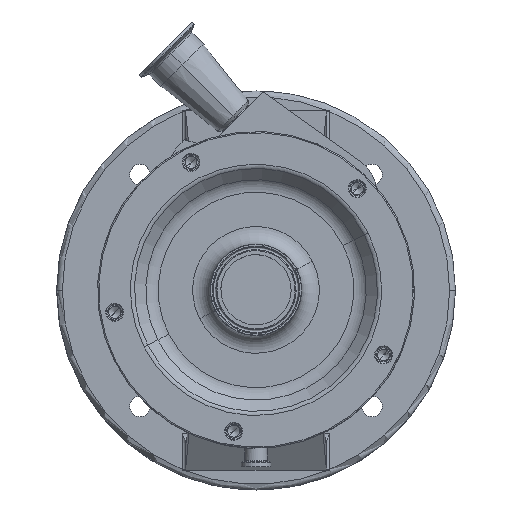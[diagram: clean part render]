
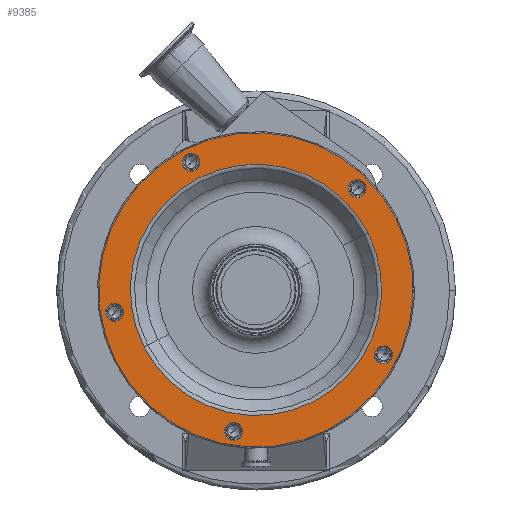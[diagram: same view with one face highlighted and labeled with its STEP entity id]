
A CAD part, top view. The second image highlights one B-rep face of the part: STEP entity #9385.
In plain terms, the highlighted planar face has unit normal (0, 0, 1).
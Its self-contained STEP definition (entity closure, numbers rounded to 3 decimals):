
#2 = AXIS2_PLACEMENT_3D ( 'NONE', #5822, #4706, #1746 ) ;
#22 = CARTESIAN_POINT ( 'NONE',  ( 86.267, 86.267, 81. ) ) ;
#46 = DIRECTION ( 'NONE',  ( 0., 0., -1. ) ) ;
#178 = DIRECTION ( 'NONE',  ( 0., 0., -1. ) ) ;
#231 = CARTESIAN_POINT ( 'NONE',  ( -55.387, 108.703, 81. ) ) ;
#312 = CIRCLE ( 'NONE', #8482, 7.644 ) ;
#352 = CARTESIAN_POINT ( 'NONE',  ( 95.401, 48.609, 81. ) ) ;
#396 = ORIENTED_EDGE ( 'NONE', *, *, #12463, .T. ) ;
#623 = DIRECTION ( 'NONE',  ( -0.891, -0.454, 0. ) ) ;
#956 = FACE_BOUND ( 'NONE', #7355, .T. ) ;
#1064 = DIRECTION ( 'NONE',  ( -0.891, -0.454, 0. ) ) ;
#1169 = VERTEX_POINT ( 'NONE', #4595 ) ;
#1227 = AXIS2_PLACEMENT_3D ( 'NONE', #11361, #10371, #5357 ) ;
#1248 = CARTESIAN_POINT ( 'NONE',  ( 86.267, 86.267, 81. ) ) ;
#1384 = ORIENTED_EDGE ( 'NONE', *, *, #6724, .T. ) ;
#1558 = DIRECTION ( 'NONE',  ( -0.891, -0.454, 0. ) ) ;
#1588 = EDGE_CURVE ( 'NONE', #1169, #5535, #7757, .T. ) ;
#1686 = CARTESIAN_POINT ( 'NONE',  ( -120.498, -19.085, 81. ) ) ;
#1746 = DIRECTION ( 'NONE',  ( -0.891, -0.454, 0. ) ) ;
#1747 = CIRCLE ( 'NONE', #3408, 7.644 ) ;
#1812 = DIRECTION ( 'NONE',  ( 0., 0., -1. ) ) ;
#1871 = CARTESIAN_POINT ( 'NONE',  ( 0., 0., 81. ) ) ;
#1915 = CIRCLE ( 'NONE', #3156, 7.644 ) ;
#2144 = VERTEX_POINT ( 'NONE', #11298 ) ;
#2266 = DIRECTION ( 'NONE',  ( -0.891, -0.454, 0. ) ) ;
#2420 = EDGE_CURVE ( 'NONE', #7128, #12375, #9151, .T. ) ;
#2773 = VERTEX_POINT ( 'NONE', #5939 ) ;
#2791 = FACE_BOUND ( 'NONE', #8145, .T. ) ;
#2804 = AXIS2_PLACEMENT_3D ( 'NONE', #11880, #46, #2986 ) ;
#2912 = CARTESIAN_POINT ( 'NONE',  ( 115.513, -51.917, 81. ) ) ;
#2919 = FACE_OUTER_BOUND ( 'NONE', #6203, .T. ) ;
#2984 = DIRECTION ( 'NONE',  ( -0.891, -0.454, 0. ) ) ;
#2986 = DIRECTION ( 'NONE',  ( -0.891, -0.454, 0. ) ) ;
#3001 = CIRCLE ( 'NONE', #5511, 7.644 ) ;
#3018 = DIRECTION ( 'NONE',  ( 0., 0., -1. ) ) ;
#3031 = ORIENTED_EDGE ( 'NONE', *, *, #10047, .T. ) ;
#3156 = AXIS2_PLACEMENT_3D ( 'NONE', #6071, #4040, #8122 ) ;
#3408 = AXIS2_PLACEMENT_3D ( 'NONE', #1248, #8779, #4893 ) ;
#3417 = ORIENTED_EDGE ( 'NONE', *, *, #8015, .T. ) ;
#3566 = FACE_BOUND ( 'NONE', #11371, .T. ) ;
#3746 = VERTEX_POINT ( 'NONE', #8581 ) ;
#3771 = CARTESIAN_POINT ( 'NONE',  ( 101.892, -58.857, 81. ) ) ;
#3804 = DIRECTION ( 'NONE',  ( 0., 0., -1. ) ) ;
#3825 = CARTESIAN_POINT ( 'NONE',  ( -113.687, -15.615, 81. ) ) ;
#3954 = VERTEX_POINT ( 'NONE', #10523 ) ;
#4036 = DIRECTION ( 'NONE',  ( 0., 0., -1. ) ) ;
#4040 = DIRECTION ( 'NONE',  ( 0., 0., -1. ) ) ;
#4172 = CARTESIAN_POINT ( 'NONE',  ( -119.395, -60.835, 81. ) ) ;
#4336 = ORIENTED_EDGE ( 'NONE', *, *, #11925, .T. ) ;
#4526 = DIRECTION ( 'NONE',  ( -0.891, -0.454, 0. ) ) ;
#4595 = CARTESIAN_POINT ( 'NONE',  ( 119.395, 60.835, 81. ) ) ;
#4706 = DIRECTION ( 'NONE',  ( 0., 0., -1. ) ) ;
#4737 = CARTESIAN_POINT ( 'NONE',  ( 108.703, -55.387, 81. ) ) ;
#4841 = CARTESIAN_POINT ( 'NONE',  ( -19.085, -120.498, 81. ) ) ;
#4893 = DIRECTION ( 'NONE',  ( -0.891, -0.454, 0. ) ) ;
#4981 = EDGE_CURVE ( 'NONE', #7939, #8431, #7712, .T. ) ;
#5357 = DIRECTION ( 'NONE',  ( -0.891, -0.454, 0. ) ) ;
#5511 = AXIS2_PLACEMENT_3D ( 'NONE', #13009, #8009, #10843 ) ;
#5517 = EDGE_LOOP ( 'NONE', ( #6813, #396 ) ) ;
#5522 = CIRCLE ( 'NONE', #10799, 107.071 ) ;
#5535 = VERTEX_POINT ( 'NONE', #4172 ) ;
#5546 = DIRECTION ( 'NONE',  ( 0., 0., -1. ) ) ;
#5778 = EDGE_CURVE ( 'NONE', #5535, #1169, #7011, .T. ) ;
#5822 = CARTESIAN_POINT ( 'NONE',  ( 0., 0., 81. ) ) ;
#5826 = DIRECTION ( 'NONE',  ( -0.891, -0.454, 0. ) ) ;
#5882 = FACE_BOUND ( 'NONE', #5517, .T. ) ;
#5889 = EDGE_CURVE ( 'NONE', #3954, #2144, #312, .T. ) ;
#5939 = CARTESIAN_POINT ( 'NONE',  ( -25.896, -123.968, 81. ) ) ;
#6000 = PLANE ( 'NONE',  #2804 ) ;
#6071 = CARTESIAN_POINT ( 'NONE',  ( -120.498, -19.085, 81. ) ) ;
#6203 = EDGE_LOOP ( 'NONE', ( #10790, #12449 ) ) ;
#6206 = CARTESIAN_POINT ( 'NONE',  ( -55.387, 108.703, 81. ) ) ;
#6215 = ORIENTED_EDGE ( 'NONE', *, *, #9489, .T. ) ;
#6290 = CIRCLE ( 'NONE', #1227, 7.644 ) ;
#6724 = EDGE_CURVE ( 'NONE', #12124, #2773, #6290, .T. ) ;
#6813 = ORIENTED_EDGE ( 'NONE', *, *, #10846, .T. ) ;
#6842 = ORIENTED_EDGE ( 'NONE', *, *, #9314, .T. ) ;
#7011 = CIRCLE ( 'NONE', #7205, 134. ) ;
#7047 = AXIS2_PLACEMENT_3D ( 'NONE', #4737, #3804, #7841 ) ;
#7128 = VERTEX_POINT ( 'NONE', #11258 ) ;
#7205 = AXIS2_PLACEMENT_3D ( 'NONE', #9613, #9684, #4526 ) ;
#7355 = EDGE_LOOP ( 'NONE', ( #1384, #3417 ) ) ;
#7601 = AXIS2_PLACEMENT_3D ( 'NONE', #6206, #178, #2266 ) ;
#7663 = FACE_BOUND ( 'NONE', #12116, .T. ) ;
#7712 = CIRCLE ( 'NONE', #7047, 7.644 ) ;
#7757 = CIRCLE ( 'NONE', #10920, 134. ) ;
#7841 = DIRECTION ( 'NONE',  ( -0.891, -0.454, 0. ) ) ;
#7925 = FACE_BOUND ( 'NONE', #7985, .T. ) ;
#7939 = VERTEX_POINT ( 'NONE', #3771 ) ;
#7985 = EDGE_LOOP ( 'NONE', ( #4336, #6842 ) ) ;
#8009 = DIRECTION ( 'NONE',  ( 0., 0., -1. ) ) ;
#8015 = EDGE_CURVE ( 'NONE', #2773, #12124, #10101, .T. ) ;
#8122 = DIRECTION ( 'NONE',  ( -0.891, -0.454, 0. ) ) ;
#8145 = EDGE_LOOP ( 'NONE', ( #3031, #12627 ) ) ;
#8178 = CIRCLE ( 'NONE', #2, 107.071 ) ;
#8431 = VERTEX_POINT ( 'NONE', #2912 ) ;
#8482 = AXIS2_PLACEMENT_3D ( 'NONE', #22, #3018, #1064 ) ;
#8574 = CARTESIAN_POINT ( 'NONE',  ( -12.274, -117.028, 81. ) ) ;
#8581 = CARTESIAN_POINT ( 'NONE',  ( -48.576, 112.173, 81. ) ) ;
#8720 = AXIS2_PLACEMENT_3D ( 'NONE', #1686, #1812, #5826 ) ;
#8779 = DIRECTION ( 'NONE',  ( 0., 0., -1. ) ) ;
#8920 = DIRECTION ( 'NONE',  ( 0., 0., -1. ) ) ;
#8987 = EDGE_CURVE ( 'NONE', #8431, #7939, #3001, .T. ) ;
#9151 = CIRCLE ( 'NONE', #8720, 7.644 ) ;
#9314 = EDGE_CURVE ( 'NONE', #11994, #12687, #5522, .T. ) ;
#9385 = ADVANCED_FACE ( 'NONE', ( #3566, #7663, #956, #2791, #5882, #2919, #7925 ), #6000, .F. ) ;
#9420 = AXIS2_PLACEMENT_3D ( 'NONE', #231, #4036, #2984 ) ;
#9448 = ORIENTED_EDGE ( 'NONE', *, *, #4981, .T. ) ;
#9488 = ORIENTED_EDGE ( 'NONE', *, *, #5889, .T. ) ;
#9489 = EDGE_CURVE ( 'NONE', #2144, #3954, #1747, .T. ) ;
#9613 = CARTESIAN_POINT ( 'NONE',  ( 0., 0., 81. ) ) ;
#9684 = DIRECTION ( 'NONE',  ( 0., 0., -1. ) ) ;
#9928 = CIRCLE ( 'NONE', #7601, 7.644 ) ;
#10047 = EDGE_CURVE ( 'NONE', #12375, #7128, #1915, .T. ) ;
#10101 = CIRCLE ( 'NONE', #11774, 7.644 ) ;
#10371 = DIRECTION ( 'NONE',  ( 0., 0., -1. ) ) ;
#10412 = ORIENTED_EDGE ( 'NONE', *, *, #8987, .T. ) ;
#10523 = CARTESIAN_POINT ( 'NONE',  ( 93.078, 89.737, 81. ) ) ;
#10697 = CARTESIAN_POINT ( 'NONE',  ( 0., 0., 81. ) ) ;
#10780 = CARTESIAN_POINT ( 'NONE',  ( -95.401, -48.609, 81. ) ) ;
#10790 = ORIENTED_EDGE ( 'NONE', *, *, #5778, .F. ) ;
#10799 = AXIS2_PLACEMENT_3D ( 'NONE', #10697, #5546, #623 ) ;
#10843 = DIRECTION ( 'NONE',  ( -0.891, -0.454, 0. ) ) ;
#10846 = EDGE_CURVE ( 'NONE', #3746, #11083, #9928, .T. ) ;
#10920 = AXIS2_PLACEMENT_3D ( 'NONE', #1871, #8920, #12926 ) ;
#11083 = VERTEX_POINT ( 'NONE', #12892 ) ;
#11258 = CARTESIAN_POINT ( 'NONE',  ( -127.309, -22.555, 81. ) ) ;
#11298 = CARTESIAN_POINT ( 'NONE',  ( 79.456, 82.797, 81. ) ) ;
#11361 = CARTESIAN_POINT ( 'NONE',  ( -19.085, -120.498, 81. ) ) ;
#11371 = EDGE_LOOP ( 'NONE', ( #9488, #6215 ) ) ;
#11730 = CIRCLE ( 'NONE', #9420, 7.644 ) ;
#11774 = AXIS2_PLACEMENT_3D ( 'NONE', #4841, #11889, #1558 ) ;
#11880 = CARTESIAN_POINT ( 'NONE',  ( -60.835, 119.395, 81. ) ) ;
#11889 = DIRECTION ( 'NONE',  ( 0., 0., -1. ) ) ;
#11925 = EDGE_CURVE ( 'NONE', #12687, #11994, #8178, .T. ) ;
#11994 = VERTEX_POINT ( 'NONE', #352 ) ;
#12116 = EDGE_LOOP ( 'NONE', ( #10412, #9448 ) ) ;
#12124 = VERTEX_POINT ( 'NONE', #8574 ) ;
#12375 = VERTEX_POINT ( 'NONE', #3825 ) ;
#12449 = ORIENTED_EDGE ( 'NONE', *, *, #1588, .F. ) ;
#12463 = EDGE_CURVE ( 'NONE', #11083, #3746, #11730, .T. ) ;
#12627 = ORIENTED_EDGE ( 'NONE', *, *, #2420, .T. ) ;
#12687 = VERTEX_POINT ( 'NONE', #10780 ) ;
#12892 = CARTESIAN_POINT ( 'NONE',  ( -62.197, 105.233, 81. ) ) ;
#12926 = DIRECTION ( 'NONE',  ( -0.891, -0.454, 0. ) ) ;
#13009 = CARTESIAN_POINT ( 'NONE',  ( 108.703, -55.387, 81. ) ) ;
